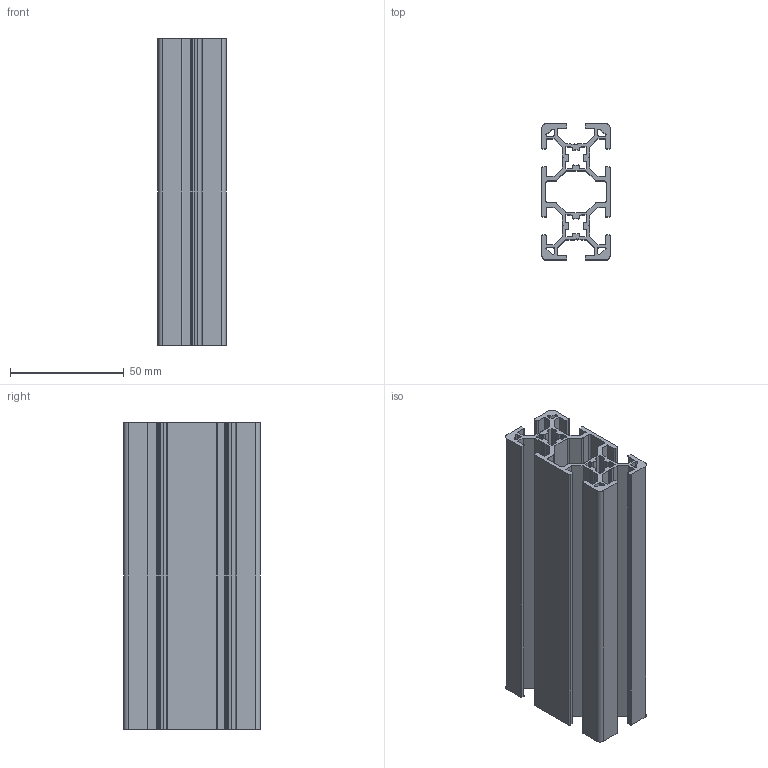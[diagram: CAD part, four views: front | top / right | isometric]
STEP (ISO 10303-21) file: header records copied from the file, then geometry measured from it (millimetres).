
FILE_DESCRIPTION(/* description */ ('STEP AP214'),/* implementation_level */ '2;1');
FILE_NAME(/* name */ 'NEFS6-3060-135',/* time_stamp */ '2024-06-20T07:21:02+02:00',/* author */ ('License CC BY-ND 4.0'),/* organization */ ('CADENAS'),/* preprocessor_version */ 'ST-DEVELOPER v19.3',/* originating_system */ 'PARTsolutions',/* authorisation */ ' ');
FILE_SCHEMA (('AUTOMOTIVE_DESIGN {1 0 10303 214 3 1 1}'));
Length unit declared in the file: millimetre
Products named in the file (1): NEFS6-3060-135
Bounding box: 30 x 60 x 135 mm (x, y, z)
Volume: 72356.4 mm3; surface area: 78722.4 mm2
Topology: 1 solids, 1 shells, 312 faces, 930 edges, 620 vertices
Faces by surface type: plane 172, cylinder 140
Entity records: 10592 total; most frequent: CARTESIAN_POINT 1863, ORIENTED_EDGE 1860, DIRECTION 1836, EDGE_CURVE 930, LINE 650, VECTOR 650, VERTEX_POINT 620, AXIS2_PLACEMENT_3D 593
